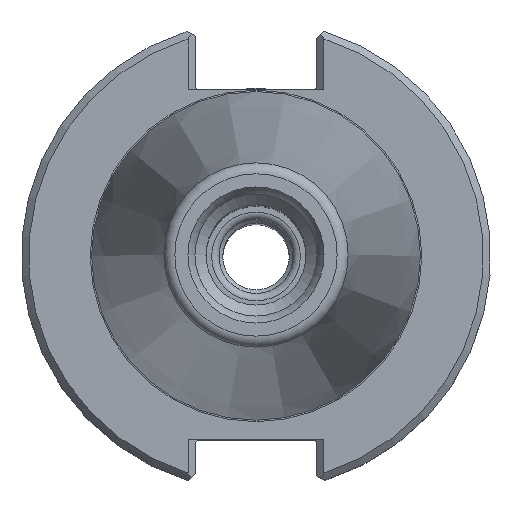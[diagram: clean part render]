
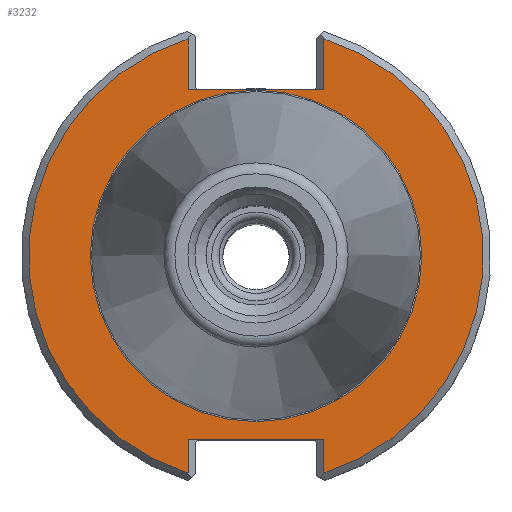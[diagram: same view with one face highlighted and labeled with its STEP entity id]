
A CAD part, top view. The second image highlights one B-rep face of the part: STEP entity #3232.
In plain terms, the highlighted planar face has unit normal (0, 0, 1).
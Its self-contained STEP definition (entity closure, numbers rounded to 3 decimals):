
#58=LINE('',#4804,#131);
#61=LINE('',#4815,#134);
#80=LINE('',#4898,#153);
#82=LINE('',#4914,#155);
#83=LINE('',#4916,#156);
#84=LINE('',#4918,#157);
#131=VECTOR('',#3844,1000.);
#134=VECTOR('',#3849,1000.);
#153=VECTOR('',#3896,1000.);
#155=VECTOR('',#3906,1000.);
#156=VECTOR('',#3907,1000.);
#157=VECTOR('',#3908,1000.);
#696=ORIENTED_EDGE('',*,*,#1061,.T.);
#697=ORIENTED_EDGE('',*,*,#1056,.T.);
#698=ORIENTED_EDGE('',*,*,#1086,.F.);
#699=ORIENTED_EDGE('',*,*,#1052,.T.);
#700=ORIENTED_EDGE('',*,*,#1078,.T.);
#701=ORIENTED_EDGE('',*,*,#1091,.T.);
#702=ORIENTED_EDGE('',*,*,#1092,.F.);
#703=ORIENTED_EDGE('',*,*,#1093,.T.);
#704=ORIENTED_EDGE('',*,*,#1050,.F.);
#1050=EDGE_CURVE('',#1294,#1294,#1448,.T.);
#1052=EDGE_CURVE('',#1296,#1295,#58,.T.);
#1056=EDGE_CURVE('',#1297,#1298,#61,.T.);
#1061=EDGE_CURVE('',#1301,#1297,#1449,.T.);
#1078=EDGE_CURVE('',#1295,#1312,#1450,.T.);
#1086=EDGE_CURVE('',#1296,#1298,#80,.T.);
#1091=EDGE_CURVE('',#1312,#1319,#82,.T.);
#1092=EDGE_CURVE('',#1320,#1319,#83,.T.);
#1093=EDGE_CURVE('',#1320,#1301,#84,.T.);
#1294=VERTEX_POINT('',#4797);
#1295=VERTEX_POINT('',#4803);
#1296=VERTEX_POINT('',#4805);
#1297=VERTEX_POINT('',#4812);
#1298=VERTEX_POINT('',#4814);
#1301=VERTEX_POINT('',#4830);
#1312=VERTEX_POINT('',#4876);
#1319=VERTEX_POINT('',#4915);
#1320=VERTEX_POINT('',#4917);
#1448=CIRCLE('',#3425,22.413);
#1449=CIRCLE('',#3430,30.75);
#1450=CIRCLE('',#3437,30.75);
#1626=EDGE_LOOP('',(#696,#697,#698,#699,#700,#701,#702,#703));
#1627=EDGE_LOOP('',(#704));
#1876=FACE_BOUND('',#1626,.T.);
#1877=FACE_BOUND('',#1627,.T.);
#2043=PLANE('',#3445);
#3232=ADVANCED_FACE('',(#1876,#1877),#2043,.T.);
#3425=AXIS2_PLACEMENT_3D('',#4796,#3840,#3841);
#3430=AXIS2_PLACEMENT_3D('',#4831,#3856,#3857);
#3437=AXIS2_PLACEMENT_3D('',#4877,#3882,#3883);
#3445=AXIS2_PLACEMENT_3D('',#4913,#3904,#3905);
#3840=DIRECTION('',(0.,0.,1.));
#3841=DIRECTION('',(1.,0.,0.));
#3844=DIRECTION('',(0.,-1.,0.));
#3849=DIRECTION('',(0.,1.,0.));
#3856=DIRECTION('',(0.,0.,1.));
#3857=DIRECTION('',(1.,0.,0.));
#3882=DIRECTION('',(0.,0.,1.));
#3883=DIRECTION('',(1.,0.,0.));
#3896=DIRECTION('',(-1.,0.,0.));
#3904=DIRECTION('',(0.,0.,1.));
#3905=DIRECTION('',(1.,0.,0.));
#3906=DIRECTION('',(0.,-1.,0.));
#3907=DIRECTION('',(1.,0.,0.));
#3908=DIRECTION('',(0.,1.,0.));
#4796=CARTESIAN_POINT('',(0.,0.,-3.17));
#4797=CARTESIAN_POINT('',(22.413,0.,-3.17));
#4803=CARTESIAN_POINT('',(9.19,-29.345,-3.17));
#4804=CARTESIAN_POINT('',(9.19,-30.831,-3.17));
#4805=CARTESIAN_POINT('',(9.19,-24.87,-3.17));
#4812=CARTESIAN_POINT('',(-9.19,-29.345,-3.17));
#4814=CARTESIAN_POINT('',(-9.19,-24.87,-3.17));
#4815=CARTESIAN_POINT('',(-9.19,-24.87,-3.17));
#4830=CARTESIAN_POINT('',(-9.19,29.345,-3.17));
#4831=CARTESIAN_POINT('',(0.,0.,-3.17));
#4876=CARTESIAN_POINT('',(9.19,29.345,-3.17));
#4877=CARTESIAN_POINT('',(0.,0.,-3.17));
#4898=CARTESIAN_POINT('',(8.19,-24.87,-3.17));
#4913=CARTESIAN_POINT('',(22.413,0.,-3.17));
#4914=CARTESIAN_POINT('',(9.19,22.46,-3.17));
#4915=CARTESIAN_POINT('',(9.19,22.46,-3.17));
#4916=CARTESIAN_POINT('',(-8.19,22.46,-3.17));
#4917=CARTESIAN_POINT('',(-9.19,22.46,-3.17));
#4918=CARTESIAN_POINT('',(-9.19,30.831,-3.17));
